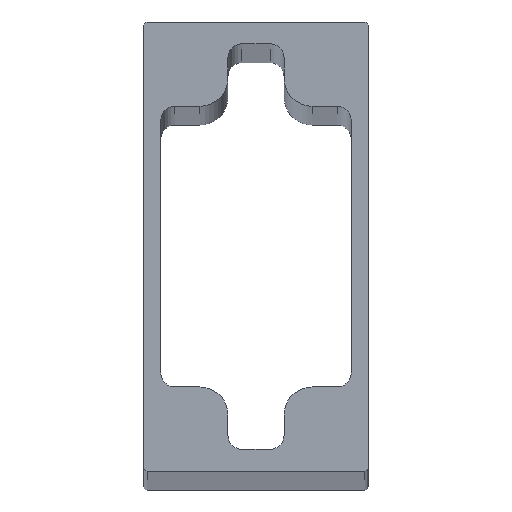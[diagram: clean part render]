
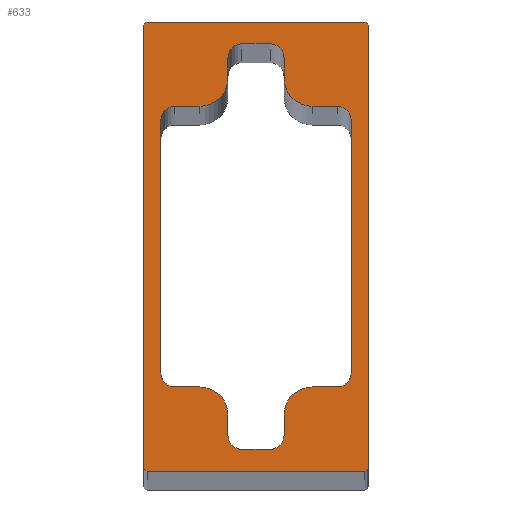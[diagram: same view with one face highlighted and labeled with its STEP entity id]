
A CAD part, top view. The second image highlights one B-rep face of the part: STEP entity #633.
In plain terms, the highlighted planar face has unit normal (0, 0, 1).
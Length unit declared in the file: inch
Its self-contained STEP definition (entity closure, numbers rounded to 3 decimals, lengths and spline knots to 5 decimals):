
#31=FACE_BOUND('',#68,.T.);
#33=FACE_OUTER_BOUND('',#67,.T.);
#67=EDGE_LOOP('',(#423,#424,#425,#426,#427,#428,#429,#430));
#68=EDGE_LOOP('',(#431,#432,#433,#434,#435,#436,#437,#438,#439,#440,#441,
#442,#443,#444,#445,#446,#447,#448,#449,#450,#451,#452,#453,#454));
#103=CIRCLE('',#688,0.015);
#104=CIRCLE('',#689,0.015);
#105=CIRCLE('',#690,0.015);
#106=CIRCLE('',#691,0.015);
#107=CIRCLE('',#692,0.125);
#108=CIRCLE('',#693,0.0625);
#109=CIRCLE('',#694,0.0625);
#110=CIRCLE('',#695,0.125);
#111=CIRCLE('',#696,0.0625);
#112=CIRCLE('',#697,0.0625);
#113=CIRCLE('',#698,0.125);
#114=CIRCLE('',#699,0.0625);
#115=CIRCLE('',#700,0.0625);
#116=CIRCLE('',#701,0.125);
#117=CIRCLE('',#702,0.0625);
#118=CIRCLE('',#703,0.0625);
#135=LINE('',#955,#199);
#136=LINE('',#959,#200);
#137=LINE('',#963,#201);
#138=LINE('',#967,#202);
#139=LINE('',#971,#203);
#140=LINE('',#975,#204);
#141=LINE('',#979,#205);
#142=LINE('',#983,#206);
#143=LINE('',#987,#207);
#144=LINE('',#991,#208);
#145=LINE('',#995,#209);
#146=LINE('',#999,#210);
#147=LINE('',#1003,#211);
#148=LINE('',#1007,#212);
#149=LINE('',#1011,#213);
#150=LINE('',#1015,#214);
#199=VECTOR('',#757,39.37008);
#200=VECTOR('',#760,39.37008);
#201=VECTOR('',#763,39.37008);
#202=VECTOR('',#766,39.37008);
#203=VECTOR('',#769,39.37008);
#204=VECTOR('',#772,39.37008);
#205=VECTOR('',#775,39.37008);
#206=VECTOR('',#778,39.37008);
#207=VECTOR('',#781,39.37008);
#208=VECTOR('',#784,39.37008);
#209=VECTOR('',#787,39.37008);
#210=VECTOR('',#790,39.37008);
#211=VECTOR('',#793,39.37008);
#212=VECTOR('',#796,39.37008);
#213=VECTOR('',#799,39.37008);
#214=VECTOR('',#802,39.37008);
#263=VERTEX_POINT('',#953);
#264=VERTEX_POINT('',#954);
#265=VERTEX_POINT('',#956);
#266=VERTEX_POINT('',#958);
#267=VERTEX_POINT('',#960);
#268=VERTEX_POINT('',#962);
#269=VERTEX_POINT('',#964);
#270=VERTEX_POINT('',#966);
#271=VERTEX_POINT('',#969);
#272=VERTEX_POINT('',#970);
#273=VERTEX_POINT('',#972);
#274=VERTEX_POINT('',#974);
#275=VERTEX_POINT('',#976);
#276=VERTEX_POINT('',#978);
#277=VERTEX_POINT('',#980);
#278=VERTEX_POINT('',#982);
#279=VERTEX_POINT('',#984);
#280=VERTEX_POINT('',#986);
#281=VERTEX_POINT('',#988);
#282=VERTEX_POINT('',#990);
#283=VERTEX_POINT('',#992);
#284=VERTEX_POINT('',#994);
#285=VERTEX_POINT('',#996);
#286=VERTEX_POINT('',#998);
#287=VERTEX_POINT('',#1000);
#288=VERTEX_POINT('',#1002);
#289=VERTEX_POINT('',#1004);
#290=VERTEX_POINT('',#1006);
#291=VERTEX_POINT('',#1008);
#292=VERTEX_POINT('',#1010);
#293=VERTEX_POINT('',#1012);
#294=VERTEX_POINT('',#1014);
#327=EDGE_CURVE('',#263,#264,#135,.T.);
#328=EDGE_CURVE('',#264,#265,#103,.T.);
#329=EDGE_CURVE('',#265,#266,#136,.T.);
#330=EDGE_CURVE('',#266,#267,#104,.T.);
#331=EDGE_CURVE('',#267,#268,#137,.T.);
#332=EDGE_CURVE('',#268,#269,#105,.T.);
#333=EDGE_CURVE('',#269,#270,#138,.T.);
#334=EDGE_CURVE('',#270,#263,#106,.T.);
#335=EDGE_CURVE('',#271,#272,#139,.T.);
#336=EDGE_CURVE('',#271,#273,#107,.T.);
#337=EDGE_CURVE('',#274,#273,#140,.T.);
#338=EDGE_CURVE('',#274,#275,#108,.T.);
#339=EDGE_CURVE('',#276,#275,#141,.T.);
#340=EDGE_CURVE('',#276,#277,#109,.T.);
#341=EDGE_CURVE('',#278,#277,#142,.T.);
#342=EDGE_CURVE('',#278,#279,#110,.T.);
#343=EDGE_CURVE('',#280,#279,#143,.T.);
#344=EDGE_CURVE('',#280,#281,#111,.T.);
#345=EDGE_CURVE('',#282,#281,#144,.T.);
#346=EDGE_CURVE('',#282,#283,#112,.T.);
#347=EDGE_CURVE('',#284,#283,#145,.T.);
#348=EDGE_CURVE('',#284,#285,#113,.T.);
#349=EDGE_CURVE('',#286,#285,#146,.T.);
#350=EDGE_CURVE('',#286,#287,#114,.T.);
#351=EDGE_CURVE('',#288,#287,#147,.T.);
#352=EDGE_CURVE('',#288,#289,#115,.T.);
#353=EDGE_CURVE('',#290,#289,#148,.T.);
#354=EDGE_CURVE('',#290,#291,#116,.T.);
#355=EDGE_CURVE('',#292,#291,#149,.T.);
#356=EDGE_CURVE('',#292,#293,#117,.T.);
#357=EDGE_CURVE('',#294,#293,#150,.T.);
#358=EDGE_CURVE('',#294,#272,#118,.T.);
#423=ORIENTED_EDGE('',*,*,#327,.T.);
#424=ORIENTED_EDGE('',*,*,#328,.T.);
#425=ORIENTED_EDGE('',*,*,#329,.T.);
#426=ORIENTED_EDGE('',*,*,#330,.T.);
#427=ORIENTED_EDGE('',*,*,#331,.T.);
#428=ORIENTED_EDGE('',*,*,#332,.T.);
#429=ORIENTED_EDGE('',*,*,#333,.T.);
#430=ORIENTED_EDGE('',*,*,#334,.T.);
#431=ORIENTED_EDGE('',*,*,#335,.F.);
#432=ORIENTED_EDGE('',*,*,#336,.T.);
#433=ORIENTED_EDGE('',*,*,#337,.F.);
#434=ORIENTED_EDGE('',*,*,#338,.T.);
#435=ORIENTED_EDGE('',*,*,#339,.F.);
#436=ORIENTED_EDGE('',*,*,#340,.T.);
#437=ORIENTED_EDGE('',*,*,#341,.F.);
#438=ORIENTED_EDGE('',*,*,#342,.T.);
#439=ORIENTED_EDGE('',*,*,#343,.F.);
#440=ORIENTED_EDGE('',*,*,#344,.T.);
#441=ORIENTED_EDGE('',*,*,#345,.F.);
#442=ORIENTED_EDGE('',*,*,#346,.T.);
#443=ORIENTED_EDGE('',*,*,#347,.F.);
#444=ORIENTED_EDGE('',*,*,#348,.T.);
#445=ORIENTED_EDGE('',*,*,#349,.F.);
#446=ORIENTED_EDGE('',*,*,#350,.T.);
#447=ORIENTED_EDGE('',*,*,#351,.F.);
#448=ORIENTED_EDGE('',*,*,#352,.T.);
#449=ORIENTED_EDGE('',*,*,#353,.F.);
#450=ORIENTED_EDGE('',*,*,#354,.T.);
#451=ORIENTED_EDGE('',*,*,#355,.F.);
#452=ORIENTED_EDGE('',*,*,#356,.T.);
#453=ORIENTED_EDGE('',*,*,#357,.F.);
#454=ORIENTED_EDGE('',*,*,#358,.T.);
#615=PLANE('',#687);
#633=ADVANCED_FACE('',(#33,#31),#615,.T.);
#687=AXIS2_PLACEMENT_3D('',#952,#755,#756);
#688=AXIS2_PLACEMENT_3D('',#957,#758,#759);
#689=AXIS2_PLACEMENT_3D('',#961,#761,#762);
#690=AXIS2_PLACEMENT_3D('',#965,#764,#765);
#691=AXIS2_PLACEMENT_3D('',#968,#767,#768);
#692=AXIS2_PLACEMENT_3D('',#973,#770,#771);
#693=AXIS2_PLACEMENT_3D('',#977,#773,#774);
#694=AXIS2_PLACEMENT_3D('',#981,#776,#777);
#695=AXIS2_PLACEMENT_3D('',#985,#779,#780);
#696=AXIS2_PLACEMENT_3D('',#989,#782,#783);
#697=AXIS2_PLACEMENT_3D('',#993,#785,#786);
#698=AXIS2_PLACEMENT_3D('',#997,#788,#789);
#699=AXIS2_PLACEMENT_3D('',#1001,#791,#792);
#700=AXIS2_PLACEMENT_3D('',#1005,#794,#795);
#701=AXIS2_PLACEMENT_3D('',#1009,#797,#798);
#702=AXIS2_PLACEMENT_3D('',#1013,#800,#801);
#703=AXIS2_PLACEMENT_3D('',#1016,#803,#804);
#755=DIRECTION('center_axis',(0.,0.,1.));
#756=DIRECTION('ref_axis',(1.,0.,0.));
#757=DIRECTION('',(0.,-1.,0.));
#758=DIRECTION('center_axis',(0.,0.,1.));
#759=DIRECTION('ref_axis',(1.,0.,0.));
#760=DIRECTION('',(1.,0.,0.));
#761=DIRECTION('center_axis',(0.,0.,1.));
#762=DIRECTION('ref_axis',(1.,0.,0.));
#763=DIRECTION('',(0.,1.,0.));
#764=DIRECTION('center_axis',(0.,0.,1.));
#765=DIRECTION('ref_axis',(1.,0.,0.));
#766=DIRECTION('',(-1.,0.,0.));
#767=DIRECTION('center_axis',(0.,0.,1.));
#768=DIRECTION('ref_axis',(1.,0.,0.));
#769=DIRECTION('',(1.,0.,0.));
#770=DIRECTION('center_axis',(0.,0.,1.));
#771=DIRECTION('ref_axis',(1.,0.,0.));
#772=DIRECTION('',(0.,1.,0.));
#773=DIRECTION('center_axis',(0.,0.,-1.));
#774=DIRECTION('ref_axis',(1.,0.,0.));
#775=DIRECTION('',(1.,0.,0.));
#776=DIRECTION('center_axis',(0.,0.,-1.));
#777=DIRECTION('ref_axis',(1.,0.,0.));
#778=DIRECTION('',(0.,-1.,0.));
#779=DIRECTION('center_axis',(0.,0.,1.));
#780=DIRECTION('ref_axis',(1.,0.,0.));
#781=DIRECTION('',(1.,0.,0.));
#782=DIRECTION('center_axis',(0.,0.,-1.));
#783=DIRECTION('ref_axis',(1.,0.,0.));
#784=DIRECTION('',(0.,-1.,0.));
#785=DIRECTION('center_axis',(0.,0.,-1.));
#786=DIRECTION('ref_axis',(1.,0.,0.));
#787=DIRECTION('',(-1.,0.,0.));
#788=DIRECTION('center_axis',(0.,0.,1.));
#789=DIRECTION('ref_axis',(1.,0.,0.));
#790=DIRECTION('',(0.,-1.,0.));
#791=DIRECTION('center_axis',(0.,0.,-1.));
#792=DIRECTION('ref_axis',(1.,0.,0.));
#793=DIRECTION('',(-1.,0.,0.));
#794=DIRECTION('center_axis',(0.,0.,-1.));
#795=DIRECTION('ref_axis',(1.,0.,0.));
#796=DIRECTION('',(0.,1.,0.));
#797=DIRECTION('center_axis',(0.,0.,1.));
#798=DIRECTION('ref_axis',(1.,0.,0.));
#799=DIRECTION('',(-1.,0.,0.));
#800=DIRECTION('center_axis',(0.,0.,-1.));
#801=DIRECTION('ref_axis',(1.,0.,0.));
#802=DIRECTION('',(0.,1.,0.));
#803=DIRECTION('center_axis',(0.,0.,-1.));
#804=DIRECTION('ref_axis',(1.,0.,0.));
#952=CARTESIAN_POINT('Origin',(0.,0.,48.));
#953=CARTESIAN_POINT('',(-0.5,0.985,48.));
#954=CARTESIAN_POINT('',(-0.5,-0.985,48.));
#955=CARTESIAN_POINT('',(-0.5,1.,48.));
#956=CARTESIAN_POINT('',(-0.485,-1.,48.));
#957=CARTESIAN_POINT('Origin',(-0.485,-0.985,48.));
#958=CARTESIAN_POINT('',(0.485,-1.,48.));
#959=CARTESIAN_POINT('',(-0.5,-1.,48.));
#960=CARTESIAN_POINT('',(0.5,-0.985,48.));
#961=CARTESIAN_POINT('Origin',(0.485,-0.985,48.));
#962=CARTESIAN_POINT('',(0.5,0.985,48.));
#963=CARTESIAN_POINT('',(0.5,1.,48.));
#964=CARTESIAN_POINT('',(0.485,1.,48.));
#965=CARTESIAN_POINT('Origin',(0.485,0.985,48.));
#966=CARTESIAN_POINT('',(-0.485,1.,48.));
#967=CARTESIAN_POINT('',(-0.5,1.,48.));
#968=CARTESIAN_POINT('Origin',(-0.485,0.985,48.));
#969=CARTESIAN_POINT('',(0.25,-0.625,48.));
#970=CARTESIAN_POINT('',(0.3617,-0.625,48.));
#971=CARTESIAN_POINT('',(0.125,-0.625,48.));
#972=CARTESIAN_POINT('',(0.125,-0.75,48.));
#973=CARTESIAN_POINT('Origin',(0.25,-0.75,48.));
#974=CARTESIAN_POINT('',(0.125,-0.8405,48.));
#975=CARTESIAN_POINT('',(0.125,-0.903,48.));
#976=CARTESIAN_POINT('',(0.0625,-0.903,48.));
#977=CARTESIAN_POINT('Origin',(0.0625,-0.8405,48.));
#978=CARTESIAN_POINT('',(-0.0625,-0.903,48.));
#979=CARTESIAN_POINT('',(-0.125,-0.903,48.));
#980=CARTESIAN_POINT('',(-0.125,-0.8405,48.));
#981=CARTESIAN_POINT('Origin',(-0.0625,-0.8405,48.));
#982=CARTESIAN_POINT('',(-0.125,-0.75,48.));
#983=CARTESIAN_POINT('',(-0.125,-0.903,48.));
#984=CARTESIAN_POINT('',(-0.25,-0.625,48.));
#985=CARTESIAN_POINT('Origin',(-0.25,-0.75,48.));
#986=CARTESIAN_POINT('',(-0.3617,-0.625,48.));
#987=CARTESIAN_POINT('',(-0.125,-0.625,48.));
#988=CARTESIAN_POINT('',(-0.4242,-0.5625,48.));
#989=CARTESIAN_POINT('Origin',(-0.3617,-0.5625,48.));
#990=CARTESIAN_POINT('',(-0.4242,0.5625,48.));
#991=CARTESIAN_POINT('',(-0.4242,0.625,48.));
#992=CARTESIAN_POINT('',(-0.3617,0.625,48.));
#993=CARTESIAN_POINT('Origin',(-0.3617,0.5625,48.));
#994=CARTESIAN_POINT('',(-0.25,0.625,48.));
#995=CARTESIAN_POINT('',(-0.125,0.625,48.));
#996=CARTESIAN_POINT('',(-0.125,0.75,48.));
#997=CARTESIAN_POINT('Origin',(-0.25,0.75,48.));
#998=CARTESIAN_POINT('',(-0.125,0.8405,48.));
#999=CARTESIAN_POINT('',(-0.125,0.903,48.));
#1000=CARTESIAN_POINT('',(-0.0625,0.903,48.));
#1001=CARTESIAN_POINT('Origin',(-0.0625,0.8405,48.));
#1002=CARTESIAN_POINT('',(0.0625,0.903,48.));
#1003=CARTESIAN_POINT('',(-0.125,0.903,48.));
#1004=CARTESIAN_POINT('',(0.125,0.8405,48.));
#1005=CARTESIAN_POINT('Origin',(0.0625,0.8405,48.));
#1006=CARTESIAN_POINT('',(0.125,0.75,48.));
#1007=CARTESIAN_POINT('',(0.125,0.903,48.));
#1008=CARTESIAN_POINT('',(0.25,0.625,48.));
#1009=CARTESIAN_POINT('Origin',(0.25,0.75,48.));
#1010=CARTESIAN_POINT('',(0.3617,0.625,48.));
#1011=CARTESIAN_POINT('',(0.125,0.625,48.));
#1012=CARTESIAN_POINT('',(0.4242,0.5625,48.));
#1013=CARTESIAN_POINT('Origin',(0.3617,0.5625,48.));
#1014=CARTESIAN_POINT('',(0.4242,-0.5625,48.));
#1015=CARTESIAN_POINT('',(0.4242,0.625,48.));
#1016=CARTESIAN_POINT('Origin',(0.3617,-0.5625,48.));
